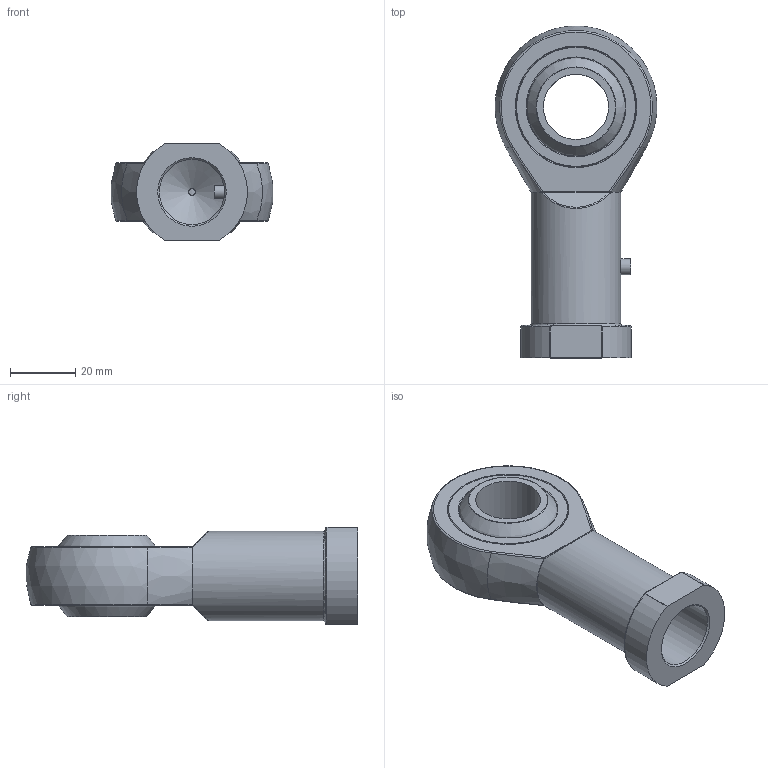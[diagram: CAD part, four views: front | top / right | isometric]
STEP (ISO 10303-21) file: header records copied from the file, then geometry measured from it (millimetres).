
FILE_DESCRIPTION (( 'STEP AP214' ), '1' );
FILE_NAME ('73.01.07.0009.step', '2021-04-02T18:56:22', ( '' ), ( '' ), 'SwSTEP 2.0', 'SolidWorks 2021', '' );
FILE_SCHEMA (( 'AUTOMOTIVE_DESIGN' ));
Length unit declared in the file: millimetre
Products named in the file (1): 73.01.07.0009
Bounding box: 49.63 x 101.83 x 30 mm (x, y, z)
Volume: 53647.5 mm3; surface area: 23529.1 mm2
Topology: 4 solids, 4 shells, 84 faces, 189 edges, 111 vertices
Faces by surface type: bspline 26, cylinder 20, plane 16, torus 11, cone 8, sphere 3
Full cylindrical faces by diameter (mm): 2 x1, 4 x3, 5 x1, 20 x2, 27.5 x1, 36.925 x2
Entity records: 2983 total; most frequent: CARTESIAN_POINT 1376, ORIENTED_EDGE 302, DIRECTION 292, EDGE_CURVE 151, AXIS2_PLACEMENT_3D 137, EDGE_LOOP 120, VERTEX_POINT 101, FACE_OUTER_BOUND 97
